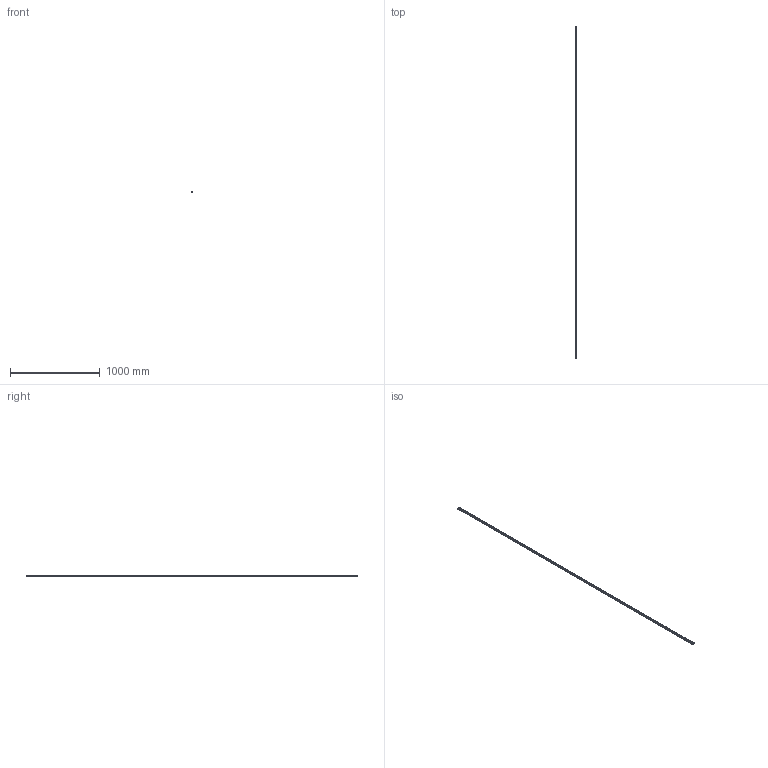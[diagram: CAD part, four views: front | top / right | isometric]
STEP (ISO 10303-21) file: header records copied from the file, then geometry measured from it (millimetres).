
FILE_DESCRIPTION(('STEP AP214'),'1');
FILE_NAME('cctmp_B81670DD-51FF-4927-9406-0D70ED926268_2020_5_18_14_9_20_937..stp','2020-05-18T12:09:21',('HIWIN GmbH'),('CADClick - www.CADClick.com'),'Spatial InterOp 3D',' ','unknown authorization');
FILE_SCHEMA(('AUTOMOTIVE_DESIGN'));
Length unit declared in the file: millimetre
Products named in the file (1): HGR20R3690H_FILE
Bounding box: 20 x 3690 x 17.5 mm (x, y, z)
Volume: 1054535.8 mm3; surface area: 313002.4 mm2
Topology: 1 solids, 1 shells, 665 faces, 1419 edges, 946 vertices
Faces by surface type: cylinder 394, plane 271
Entity records: 23665 total; most frequent: DIRECTION 3539, CARTESIAN_POINT 3031, ORIENTED_EDGE 2838, AXIS2_PLACEMENT_3D 1454, EDGE_CURVE 1419, VERTEX_POINT 946, EDGE_LOOP 855, CIRCLE 788
